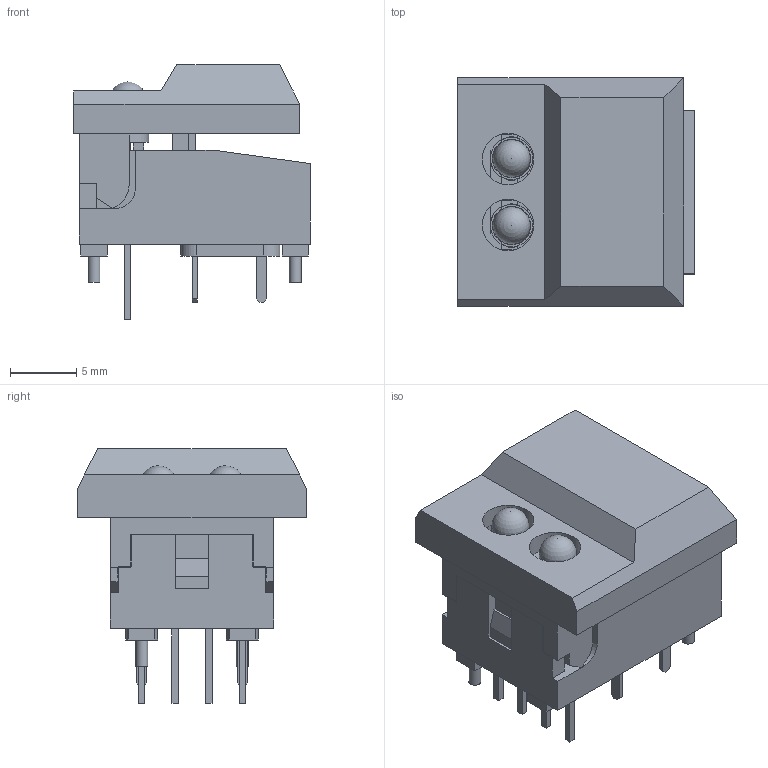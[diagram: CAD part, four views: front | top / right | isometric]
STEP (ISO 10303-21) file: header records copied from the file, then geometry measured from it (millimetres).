
FILE_DESCRIPTION(/* description */ (''),/* implementation_level */ '2;1');
FILE_NAME(/* name */ '5511Mxxx.stp',/* time_stamp */ '2025-04-30T10:39:52-05:00',/* author */ ('mroman'),/* organization */ (''),/* preprocessor_version */ 'ST-DEVELOPER v18.1',/* originating_system */ 'Autodesk Inventor 2022',/* authorisation */ '');
FILE_SCHEMA (('AUTOMOTIVE_DESIGN { 1 0 10303 214 3 1 1 }'));
Length unit declared in the file: inch
Products named in the file (1): 5511Mxxx
Bounding box: 17.9 x 17.3 x 19.3 mm (x, y, z)
Volume: 2177 mm3; surface area: 2627.5 mm2
Topology: 1 solids, 1 shells, 290 faces, 797 edges, 520 vertices
Faces by surface type: plane 249, cylinder 37, sphere 2, cone 2
Full cylindrical faces by diameter (mm): 0.8 x4, 0.9 x2, 1.2 x3, 3.2 x2, 3.9 x2
Entity records: 9174 total; most frequent: CARTESIAN_POINT 1608, ORIENTED_EDGE 1594, DIRECTION 1473, EDGE_CURVE 797, LINE 703, VECTOR 703, VERTEX_POINT 520, AXIS2_PLACEMENT_3D 385
